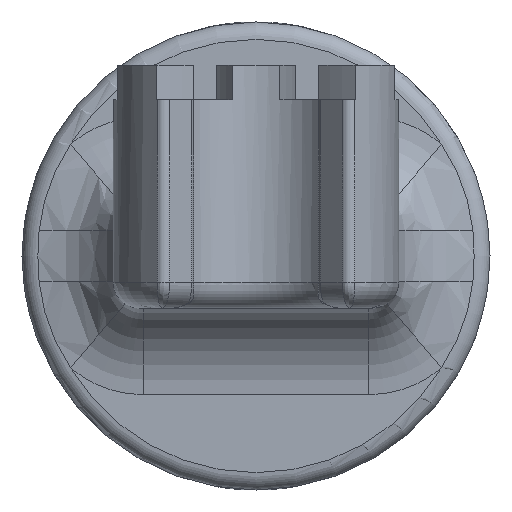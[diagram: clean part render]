
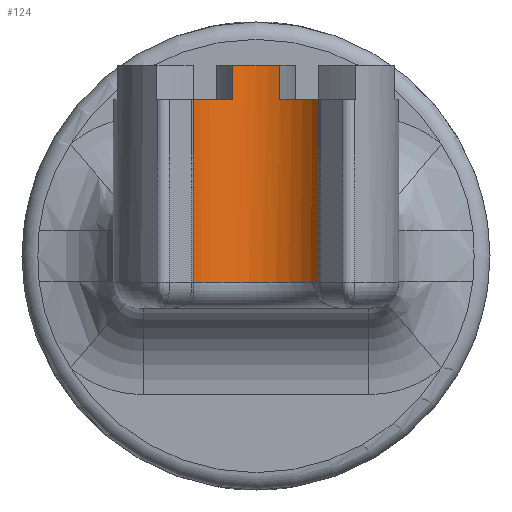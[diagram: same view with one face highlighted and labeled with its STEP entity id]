
A CAD part, left-side view. The second image highlights one B-rep face of the part: STEP entity #124.
In plain terms, the highlighted cylindrical face has radius 4.5 mm (diameter 9 mm), a partial arc.
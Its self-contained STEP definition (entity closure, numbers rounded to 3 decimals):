
#124 = ADVANCED_FACE( '', ( #324 ), #325, .F. );
#324 = FACE_OUTER_BOUND( '', #670, .T. );
#325 = CYLINDRICAL_SURFACE( '', #671, 4.5 );
#670 = EDGE_LOOP( '', ( #2748, #2749, #2750, #2751, #2752, #2753, #2754, #2755, #2756, #2757, #2758, #2759, #2760, #2761, #2762, #2763 ) );
#671 = AXIS2_PLACEMENT_3D( '', #2764, #2765, #2766 );
#2748 = ORIENTED_EDGE( '', *, *, #3423, .F. );
#2749 = ORIENTED_EDGE( '', *, *, #3424, .F. );
#2750 = ORIENTED_EDGE( '', *, *, #3425, .T. );
#2751 = ORIENTED_EDGE( '', *, *, #3426, .T. );
#2752 = ORIENTED_EDGE( '', *, *, #3427, .F. );
#2753 = ORIENTED_EDGE( '', *, *, #3428, .F. );
#2754 = ORIENTED_EDGE( '', *, *, #3429, .T. );
#2755 = ORIENTED_EDGE( '', *, *, #3430, .T. );
#2756 = ORIENTED_EDGE( '', *, *, #3431, .T. );
#2757 = ORIENTED_EDGE( '', *, *, #3432, .T. );
#2758 = ORIENTED_EDGE( '', *, *, #3411, .T. );
#2759 = ORIENTED_EDGE( '', *, *, #3433, .T. );
#2760 = ORIENTED_EDGE( '', *, *, #3434, .T. );
#2761 = ORIENTED_EDGE( '', *, *, #3399, .T. );
#2762 = ORIENTED_EDGE( '', *, *, #3435, .T. );
#2763 = ORIENTED_EDGE( '', *, *, #3436, .T. );
#2764 = CARTESIAN_POINT( '', ( -50., 0., 14. ) );
#2765 = DIRECTION( '', ( 0., 0., 1. ) );
#2766 = DIRECTION( '', ( -1., 0., 0. ) );
#3399 = EDGE_CURVE( '', #3686, #3684, #3687, .T. );
#3411 = EDGE_CURVE( '', #3706, #3704, #3707, .T. );
#3423 = EDGE_CURVE( '', #3726, #3727, #3728, .T. );
#3424 = EDGE_CURVE( '', #3729, #3726, #3730, .T. );
#3425 = EDGE_CURVE( '', #3729, #3731, #3732, .T. );
#3426 = EDGE_CURVE( '', #3731, #3733, #3734, .T. );
#3427 = EDGE_CURVE( '', #3735, #3733, #3736, .T. );
#3428 = EDGE_CURVE( '', #3737, #3735, #3738, .T. );
#3429 = EDGE_CURVE( '', #3737, #3739, #3740, .T. );
#3430 = EDGE_CURVE( '', #3739, #3741, #3742, .T. );
#3431 = EDGE_CURVE( '', #3741, #3743, #3744, .T. );
#3432 = EDGE_CURVE( '', #3743, #3706, #3745, .F. );
#3433 = EDGE_CURVE( '', #3704, #3746, #3747, .F. );
#3434 = EDGE_CURVE( '', #3746, #3686, #3748, .F. );
#3435 = EDGE_CURVE( '', #3684, #3749, #3750, .F. );
#3436 = EDGE_CURVE( '', #3749, #3727, #3751, .T. );
#3684 = VERTEX_POINT( '', #4088 );
#3686 = VERTEX_POINT( '', #4090 );
#3687 = B_SPLINE_CURVE_WITH_KNOTS( '', 3, ( #4091, #4092, #4093, #4094, #4095, #4096, #4097, #4098, #4099, #4100, #4101, #4102, #4103, #4104 ), .UNSPECIFIED., .F., .F., ( 4, 2, 2, 2, 2, 2, 4 ), ( 0., 0., 0., 0., 0., 0., 0. ), .UNSPECIFIED. );
#3704 = VERTEX_POINT( '', #4129 );
#3706 = VERTEX_POINT( '', #4131 );
#3707 = LINE( '', #4132, #4133 );
#3726 = VERTEX_POINT( '', #4192 );
#3727 = VERTEX_POINT( '', #4193 );
#3728 = LINE( '', #4194, #4195 );
#3729 = VERTEX_POINT( '', #4196 );
#3730 = CIRCLE( '', #4197, 4.5 );
#3731 = VERTEX_POINT( '', #4198 );
#3732 = LINE( '', #4199, #4200 );
#3733 = VERTEX_POINT( '', #4201 );
#3734 = CIRCLE( '', #4202, 4.5 );
#3735 = VERTEX_POINT( '', #4203 );
#3736 = LINE( '', #4204, #4205 );
#3737 = VERTEX_POINT( '', #4206 );
#3738 = CIRCLE( '', #4207, 4.5 );
#3739 = VERTEX_POINT( '', #4208 );
#3740 = LINE( '', #4209, #4210 );
#3741 = VERTEX_POINT( '', #4211 );
#3742 = CIRCLE( '', #4212, 4.5 );
#3743 = VERTEX_POINT( '', #4213 );
#3744 = LINE( '', #4214, #4215 );
#3745 = B_SPLINE_CURVE_WITH_KNOTS( '', 3, ( #4216, #4217, #4218, #4219 ), .UNSPECIFIED., .F., .F., ( 4, 4 ), ( 0., 1. ), .UNSPECIFIED. );
#3746 = VERTEX_POINT( '', #4220 );
#3747 = CIRCLE( '', #4221, 4.5 );
#3748 = LINE( '', #4222, #4223 );
#3749 = VERTEX_POINT( '', #4224 );
#3750 = LINE( '', #4225, #4226 );
#3751 = CIRCLE( '', #4227, 4.5 );
#4088 = CARTESIAN_POINT( '', ( -52.576, -3.69, 12.708 ) );
#4090 = CARTESIAN_POINT( '', ( -52.576, -3.69, 12.392 ) );
#4091 = CARTESIAN_POINT( '', ( -52.576, -3.69, 12.392 ) );
#4092 = CARTESIAN_POINT( '', ( -52.576, -3.69, 12.418 ) );
#4093 = CARTESIAN_POINT( '', ( -52.576, -3.69, 12.444 ) );
#4094 = CARTESIAN_POINT( '', ( -52.577, -3.689, 12.484 ) );
#4095 = CARTESIAN_POINT( '', ( -52.577, -3.689, 12.497 ) );
#4096 = CARTESIAN_POINT( '', ( -52.577, -3.689, 12.524 ) );
#4097 = CARTESIAN_POINT( '', ( -52.577, -3.689, 12.537 ) );
#4098 = CARTESIAN_POINT( '', ( -52.577, -3.689, 12.563 ) );
#4099 = CARTESIAN_POINT( '', ( -52.577, -3.689, 12.576 ) );
#4100 = CARTESIAN_POINT( '', ( -52.577, -3.689, 12.603 ) );
#4101 = CARTESIAN_POINT( '', ( -52.577, -3.689, 12.616 ) );
#4102 = CARTESIAN_POINT( '', ( -52.576, -3.69, 12.656 ) );
#4103 = CARTESIAN_POINT( '', ( -52.576, -3.69, 12.682 ) );
#4104 = CARTESIAN_POINT( '', ( -52.576, -3.69, 12.708 ) );
#4129 = CARTESIAN_POINT( '', ( -52.576, 3.69, 1.5 ) );
#4131 = CARTESIAN_POINT( '', ( -52.576, 3.69, 12.392 ) );
#4132 = CARTESIAN_POINT( '', ( -52.576, 3.69, 14. ) );
#4133 = VECTOR( '', #5631, 1000. );
#4192 = CARTESIAN_POINT( '', ( -50.956, -4.397, 12. ) );
#4193 = CARTESIAN_POINT( '', ( -50.956, -4.397, 14. ) );
#4194 = CARTESIAN_POINT( '', ( -50.956, -4.397, 12. ) );
#4195 = VECTOR( '', #5651, 1000. );
#4196 = CARTESIAN_POINT( '', ( -45.714, -1.37, 12. ) );
#4197 = AXIS2_PLACEMENT_3D( '', #5652, #5653, #5654 );
#4198 = CARTESIAN_POINT( '', ( -45.714, -1.37, 14. ) );
#4199 = CARTESIAN_POINT( '', ( -45.714, -1.37, 12. ) );
#4200 = VECTOR( '', #5655, 1000. );
#4201 = CARTESIAN_POINT( '', ( -45.714, 1.37, 14. ) );
#4202 = AXIS2_PLACEMENT_3D( '', #5656, #5657, #5658 );
#4203 = CARTESIAN_POINT( '', ( -45.714, 1.37, 12. ) );
#4204 = CARTESIAN_POINT( '', ( -45.714, 1.37, 12. ) );
#4205 = VECTOR( '', #5659, 1000. );
#4206 = CARTESIAN_POINT( '', ( -50.956, 4.397, 12. ) );
#4207 = AXIS2_PLACEMENT_3D( '', #5660, #5661, #5662 );
#4208 = CARTESIAN_POINT( '', ( -50.956, 4.397, 14. ) );
#4209 = CARTESIAN_POINT( '', ( -50.956, 4.397, 12. ) );
#4210 = VECTOR( '', #5663, 1000. );
#4211 = CARTESIAN_POINT( '', ( -52.576, 3.69, 14. ) );
#4212 = AXIS2_PLACEMENT_3D( '', #5664, #5665, #5666 );
#4213 = CARTESIAN_POINT( '', ( -52.576, 3.69, 12.708 ) );
#4214 = CARTESIAN_POINT( '', ( -52.576, 3.69, 14. ) );
#4215 = VECTOR( '', #5667, 1000. );
#4216 = CARTESIAN_POINT( '', ( -52.576, 3.69, 12.392 ) );
#4217 = CARTESIAN_POINT( '', ( -52.576, 3.69, 12.497 ) );
#4218 = CARTESIAN_POINT( '', ( -52.576, 3.69, 12.603 ) );
#4219 = CARTESIAN_POINT( '', ( -52.576, 3.69, 12.708 ) );
#4220 = CARTESIAN_POINT( '', ( -52.576, -3.69, 1.5 ) );
#4221 = AXIS2_PLACEMENT_3D( '', #5668, #5669, #5670 );
#4222 = CARTESIAN_POINT( '', ( -52.576, -3.69, 14. ) );
#4223 = VECTOR( '', #5671, 1000. );
#4224 = CARTESIAN_POINT( '', ( -52.576, -3.69, 14. ) );
#4225 = CARTESIAN_POINT( '', ( -52.576, -3.69, 14. ) );
#4226 = VECTOR( '', #5672, 1000. );
#4227 = AXIS2_PLACEMENT_3D( '', #5673, #5674, #5675 );
#5631 = DIRECTION( '', ( 0., 0., -1. ) );
#5651 = DIRECTION( '', ( 0., 0., 1. ) );
#5652 = CARTESIAN_POINT( '', ( -50., 0., 12. ) );
#5653 = DIRECTION( '', ( 0., 0., -1. ) );
#5654 = DIRECTION( '', ( 0.651, 0.759, 0. ) );
#5655 = DIRECTION( '', ( 0., 0., 1. ) );
#5656 = CARTESIAN_POINT( '', ( -50., 0., 14. ) );
#5657 = DIRECTION( '', ( 0., 0., 1. ) );
#5658 = DIRECTION( '', ( -1., 0., 0. ) );
#5659 = DIRECTION( '', ( 0., 0., 1. ) );
#5660 = CARTESIAN_POINT( '', ( -50., 0., 12. ) );
#5661 = DIRECTION( '', ( 0., 0., -1. ) );
#5662 = DIRECTION( '', ( -1., 0., 0. ) );
#5663 = DIRECTION( '', ( 0., 0., 1. ) );
#5664 = CARTESIAN_POINT( '', ( -50., 0., 14. ) );
#5665 = DIRECTION( '', ( 0., 0., 1. ) );
#5666 = DIRECTION( '', ( -1., 0., 0. ) );
#5667 = DIRECTION( '', ( 0., 0., -1. ) );
#5668 = CARTESIAN_POINT( '', ( -50., 0., 1.5 ) );
#5669 = DIRECTION( '', ( 0., 0., 1. ) );
#5670 = DIRECTION( '', ( 1., 0., 0. ) );
#5671 = DIRECTION( '', ( 0., 0., -1. ) );
#5672 = DIRECTION( '', ( 0., 0., -1. ) );
#5673 = CARTESIAN_POINT( '', ( -50., 0., 14. ) );
#5674 = DIRECTION( '', ( 0., 0., 1. ) );
#5675 = DIRECTION( '', ( -1., 0., 0. ) );
